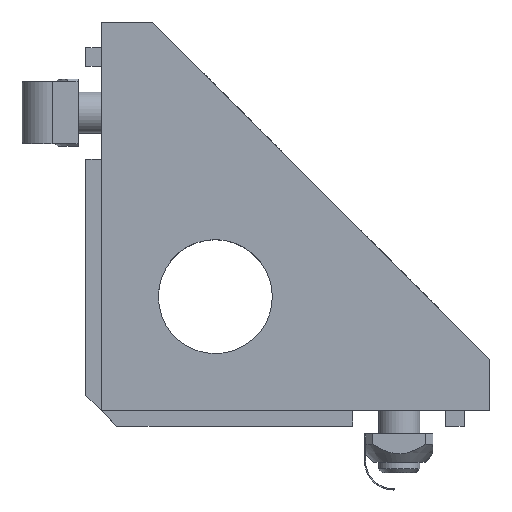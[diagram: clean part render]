
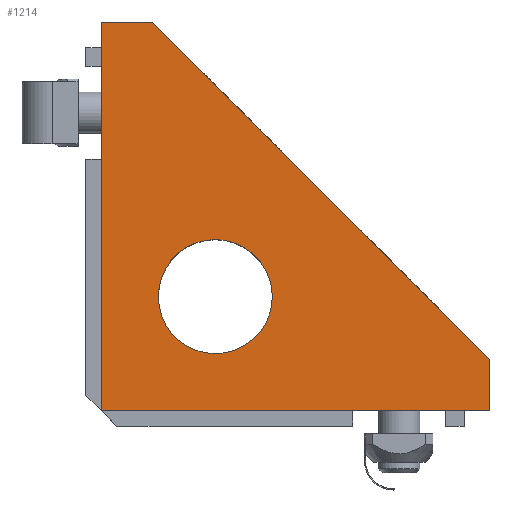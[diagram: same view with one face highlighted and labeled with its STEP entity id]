
A CAD part, top view. The second image highlights one B-rep face of the part: STEP entity #1214.
In plain terms, the highlighted planar face has unit normal (0, 0, 1).
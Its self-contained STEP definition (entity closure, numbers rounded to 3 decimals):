
#55=FACE_BOUND('',#283,.T.);
#93=CIRCLE('',#1389,11.);
#145=PLANE('',#1388);
#206=FACE_OUTER_BOUND('',#282,.T.);
#282=EDGE_LOOP('',(#1058,#1059,#1060,#1061,#1062));
#283=EDGE_LOOP('',(#1063));
#347=LINE('',#1938,#464);
#397=LINE('',#2058,#514);
#402=LINE('',#2065,#519);
#403=LINE('',#2069,#520);
#404=LINE('',#2070,#521);
#464=VECTOR('',#1531,10.);
#514=VECTOR('',#1645,10.);
#519=VECTOR('',#1652,10.);
#520=VECTOR('',#1657,10.);
#521=VECTOR('',#1658,10.);
#587=VERTEX_POINT('',#1935);
#588=VERTEX_POINT('',#1937);
#624=VERTEX_POINT('',#2054);
#626=VERTEX_POINT('',#2057);
#628=VERTEX_POINT('',#2068);
#629=VERTEX_POINT('',#2071);
#715=EDGE_CURVE('',#587,#588,#347,.T.);
#773=EDGE_CURVE('',#626,#624,#397,.T.);
#778=EDGE_CURVE('',#587,#626,#402,.T.);
#779=EDGE_CURVE('',#628,#624,#403,.T.);
#780=EDGE_CURVE('',#588,#628,#404,.T.);
#781=EDGE_CURVE('',#629,#629,#93,.T.);
#1058=ORIENTED_EDGE('',*,*,#778,.T.);
#1059=ORIENTED_EDGE('',*,*,#773,.T.);
#1060=ORIENTED_EDGE('',*,*,#779,.F.);
#1061=ORIENTED_EDGE('',*,*,#780,.F.);
#1062=ORIENTED_EDGE('',*,*,#715,.F.);
#1063=ORIENTED_EDGE('',*,*,#781,.T.);
#1214=ADVANCED_FACE('',(#206,#55),#145,.T.);
#1388=AXIS2_PLACEMENT_3D('',#2067,#1655,#1656);
#1389=AXIS2_PLACEMENT_3D('',#2072,#1659,#1660);
#1531=DIRECTION('',(1.,0.,0.));
#1645=DIRECTION('',(1.,0.,0.));
#1652=DIRECTION('',(0.,-1.,0.));
#1655=DIRECTION('center_axis',(0.,0.,1.));
#1656=DIRECTION('ref_axis',(1.,0.,0.));
#1657=DIRECTION('',(0.,-1.,0.));
#1658=DIRECTION('',(0.707,-0.707,0.));
#1659=DIRECTION('center_axis',(0.,0.,-1.));
#1660=DIRECTION('ref_axis',(-1.,0.,0.));
#1935=CARTESIAN_POINT('',(-22.,53.,9.));
#1937=CARTESIAN_POINT('',(-12.15,53.,9.));
#1938=CARTESIAN_POINT('',(-12.15,53.,9.));
#2054=CARTESIAN_POINT('',(53.,-22.,9.));
#2057=CARTESIAN_POINT('',(-22.,-22.,9.));
#2058=CARTESIAN_POINT('',(29.388,-22.,9.));
#2065=CARTESIAN_POINT('',(-22.,29.388,9.));
#2067=CARTESIAN_POINT('Origin',(5.777,5.777,9.));
#2068=CARTESIAN_POINT('',(53.,-12.15,9.));
#2069=CARTESIAN_POINT('',(53.,-25.,9.));
#2070=CARTESIAN_POINT('',(53.,-12.15,9.));
#2071=CARTESIAN_POINT('',(11.,0.,9.));
#2072=CARTESIAN_POINT('Origin',(0.,0.,9.));
